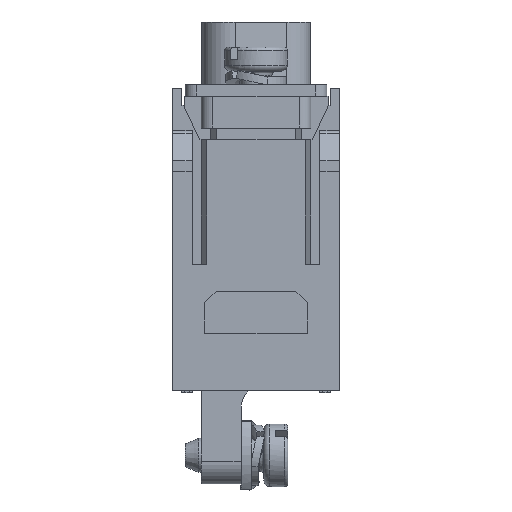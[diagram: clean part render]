
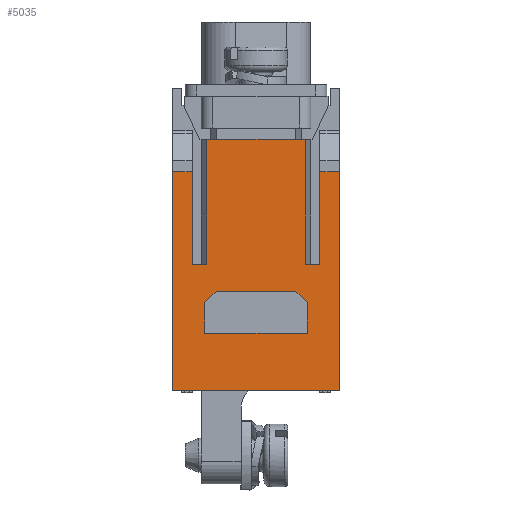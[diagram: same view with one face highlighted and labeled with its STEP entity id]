
A CAD part, left-side view. The second image highlights one B-rep face of the part: STEP entity #5035.
In plain terms, the highlighted planar face has unit normal (-1, 0, 0).
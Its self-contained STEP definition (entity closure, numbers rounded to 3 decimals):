
#3501=LINE('',#14222,#4232);
#3600=LINE('',#14595,#4331);
#3604=LINE('',#14604,#4335);
#3607=LINE('',#14610,#4338);
#3610=LINE('',#14616,#4341);
#3615=LINE('',#14626,#4346);
#3618=LINE('',#14633,#4349);
#3689=LINE('',#14780,#4420);
#3691=LINE('',#14784,#4422);
#3697=LINE('',#14798,#4428);
#3711=LINE('',#14835,#4442);
#3713=LINE('',#14839,#4444);
#3723=LINE('',#14857,#4454);
#3805=LINE('',#15030,#4536);
#3810=LINE('',#15038,#4541);
#3830=LINE('',#15088,#4561);
#3832=LINE('',#15096,#4563);
#3833=LINE('',#15098,#4564);
#4232=VECTOR('',#12138,1.);
#4331=VECTOR('',#12315,1.);
#4335=VECTOR('',#12321,1.);
#4338=VECTOR('',#12326,1.);
#4341=VECTOR('',#12331,1.);
#4346=VECTOR('',#12340,1.);
#4349=VECTOR('',#12345,1.);
#4420=VECTOR('',#12474,1.);
#4422=VECTOR('',#12478,1.);
#4428=VECTOR('',#12486,1.);
#4442=VECTOR('',#12516,1.);
#4444=VECTOR('',#12520,1.);
#4454=VECTOR('',#12534,1.);
#4536=VECTOR('',#12676,1.);
#4541=VECTOR('',#12683,1.);
#4561=VECTOR('',#12731,1.);
#4563=VECTOR('',#12737,1.);
#4564=VECTOR('',#12740,1.);
#5035=ADVANCED_FACE('',(#5665,#5666),#5465,.T.);
#5465=PLANE('',#11593);
#5665=FACE_BOUND('',#5892,.T.);
#5666=FACE_BOUND('',#5893,.T.);
#5892=EDGE_LOOP('',(#7014,#7015,#7016,#7017,#7018,#7019));
#5893=EDGE_LOOP('',(#7020,#7021,#7022,#7023,#7024,#7025,#7026,#7027,#7028,
#7029,#7030,#7031));
#7014=ORIENTED_EDGE('',*,*,#9709,.F.);
#7015=ORIENTED_EDGE('',*,*,#9694,.T.);
#7016=ORIENTED_EDGE('',*,*,#9698,.T.);
#7017=ORIENTED_EDGE('',*,*,#9701,.T.);
#7018=ORIENTED_EDGE('',*,*,#9704,.T.);
#7019=ORIENTED_EDGE('',*,*,#9938,.T.);
#7020=ORIENTED_EDGE('',*,*,#9937,.T.);
#7021=ORIENTED_EDGE('',*,*,#9784,.T.);
#7022=ORIENTED_EDGE('',*,*,#9821,.T.);
#7023=ORIENTED_EDGE('',*,*,#9786,.T.);
#7024=ORIENTED_EDGE('',*,*,#9811,.T.);
#7025=ORIENTED_EDGE('',*,*,#9809,.T.);
#7026=ORIENTED_EDGE('',*,*,#9792,.T.);
#7027=ORIENTED_EDGE('',*,*,#9907,.T.);
#7028=ORIENTED_EDGE('',*,*,#9912,.T.);
#7029=ORIENTED_EDGE('',*,*,#9577,.F.);
#7030=ORIENTED_EDGE('',*,*,#9712,.T.);
#7031=ORIENTED_EDGE('',*,*,#9934,.T.);
#8741=VERTEX_POINT('',#14221);
#8742=VERTEX_POINT('',#14223);
#8849=VERTEX_POINT('',#14596);
#8850=VERTEX_POINT('',#14597);
#8853=VERTEX_POINT('',#14605);
#8855=VERTEX_POINT('',#14611);
#8857=VERTEX_POINT('',#14617);
#8860=VERTEX_POINT('',#14627);
#8861=VERTEX_POINT('',#14631);
#8909=VERTEX_POINT('',#14779);
#8910=VERTEX_POINT('',#14781);
#8911=VERTEX_POINT('',#14785);
#8912=VERTEX_POINT('',#14786);
#8917=VERTEX_POINT('',#14797);
#8918=VERTEX_POINT('',#14799);
#8929=VERTEX_POINT('',#14836);
#8988=VERTEX_POINT('',#15029);
#9002=VERTEX_POINT('',#15087);
#9577=EDGE_CURVE('',#8741,#8742,#3501,.T.);
#9694=EDGE_CURVE('',#8849,#8850,#3600,.T.);
#9698=EDGE_CURVE('',#8850,#8853,#3604,.T.);
#9701=EDGE_CURVE('',#8853,#8855,#3607,.T.);
#9704=EDGE_CURVE('',#8855,#8857,#3610,.T.);
#9709=EDGE_CURVE('',#8849,#8860,#3615,.T.);
#9712=EDGE_CURVE('',#8741,#8861,#3618,.T.);
#9784=EDGE_CURVE('',#8910,#8909,#3689,.T.);
#9786=EDGE_CURVE('',#8911,#8912,#3691,.T.);
#9792=EDGE_CURVE('',#8918,#8917,#3697,.T.);
#9809=EDGE_CURVE('',#8929,#8918,#3711,.T.);
#9811=EDGE_CURVE('',#8912,#8929,#3713,.T.);
#9821=EDGE_CURVE('',#8909,#8911,#3723,.T.);
#9907=EDGE_CURVE('',#8917,#8988,#3805,.T.);
#9912=EDGE_CURVE('',#8988,#8742,#3810,.T.);
#9934=EDGE_CURVE('',#8861,#9002,#3830,.T.);
#9937=EDGE_CURVE('',#9002,#8910,#3832,.T.);
#9938=EDGE_CURVE('',#8857,#8860,#3833,.T.);
#11593=AXIS2_PLACEMENT_3D('',#15099,#12741,#12742);
#12138=DIRECTION('',(0.,0.,-1.));
#12315=DIRECTION('',(0.,0.,1.));
#12321=DIRECTION('',(0.,-0.707,0.707));
#12326=DIRECTION('',(0.,-1.,0.));
#12331=DIRECTION('',(0.,-0.707,-0.707));
#12340=DIRECTION('',(0.,-1.,0.));
#12345=DIRECTION('',(0.,1.,0.));
#12474=DIRECTION('',(0.,0.,1.));
#12478=DIRECTION('',(0.,0.,-1.));
#12486=DIRECTION('',(0.,1.,0.));
#12516=DIRECTION('',(0.,0.,1.));
#12520=DIRECTION('',(0.,1.,0.));
#12534=DIRECTION('',(0.,1.,0.));
#12676=DIRECTION('',(0.,0.,-1.));
#12683=DIRECTION('',(0.,-1.,0.));
#12731=DIRECTION('',(0.,0.,-1.));
#12737=DIRECTION('',(0.,1.,0.));
#12740=DIRECTION('',(0.,0.,-1.));
#12741=DIRECTION('',(-1.,0.,0.));
#12742=DIRECTION('',(0.,-1.,0.));
#14221=CARTESIAN_POINT('',(52.856,18.047,37.872));
#14222=CARTESIAN_POINT('',(52.856,18.047,37.351));
#14223=CARTESIAN_POINT('',(52.856,18.047,18.451));
#14595=CARTESIAN_POINT('',(52.856,29.847,23.451));
#14596=CARTESIAN_POINT('',(52.856,29.847,23.451));
#14597=CARTESIAN_POINT('',(52.856,29.847,26.151));
#14604=CARTESIAN_POINT('',(52.856,29.847,26.151));
#14605=CARTESIAN_POINT('',(52.856,28.847,27.151));
#14610=CARTESIAN_POINT('',(52.856,28.847,27.151));
#14611=CARTESIAN_POINT('',(52.856,21.847,27.151));
#14616=CARTESIAN_POINT('',(52.856,21.847,27.151));
#14617=CARTESIAN_POINT('',(52.856,20.847,26.151));
#14626=CARTESIAN_POINT('',(52.856,29.847,23.451));
#14627=CARTESIAN_POINT('',(52.856,20.847,23.451));
#14631=CARTESIAN_POINT('',(52.856,19.747,37.872));
#14633=CARTESIAN_POINT('',(52.856,19.747,37.872));
#14779=CARTESIAN_POINT('',(52.856,21.024,40.451));
#14780=CARTESIAN_POINT('',(52.856,21.024,29.501));
#14781=CARTESIAN_POINT('',(52.856,21.024,29.501));
#14784=CARTESIAN_POINT('',(52.856,29.671,40.451));
#14785=CARTESIAN_POINT('',(52.856,29.671,40.451));
#14786=CARTESIAN_POINT('',(52.856,29.671,29.501));
#14797=CARTESIAN_POINT('',(52.856,32.647,37.872));
#14798=CARTESIAN_POINT('',(52.856,32.947,37.872));
#14799=CARTESIAN_POINT('',(52.856,30.947,37.872));
#14835=CARTESIAN_POINT('',(52.856,30.947,29.501));
#14836=CARTESIAN_POINT('',(52.856,30.947,29.501));
#14839=CARTESIAN_POINT('',(52.856,29.671,29.501));
#14857=CARTESIAN_POINT('',(52.856,21.024,40.451));
#15029=CARTESIAN_POINT('',(52.856,32.647,18.451));
#15030=CARTESIAN_POINT('',(52.856,32.647,37.351));
#15038=CARTESIAN_POINT('',(52.856,32.647,18.451));
#15087=CARTESIAN_POINT('',(52.856,19.747,29.501));
#15088=CARTESIAN_POINT('',(52.856,19.747,37.351));
#15096=CARTESIAN_POINT('',(52.856,19.747,29.501));
#15098=CARTESIAN_POINT('',(52.856,20.847,26.151));
#15099=CARTESIAN_POINT('',(52.856,32.947,18.251));
